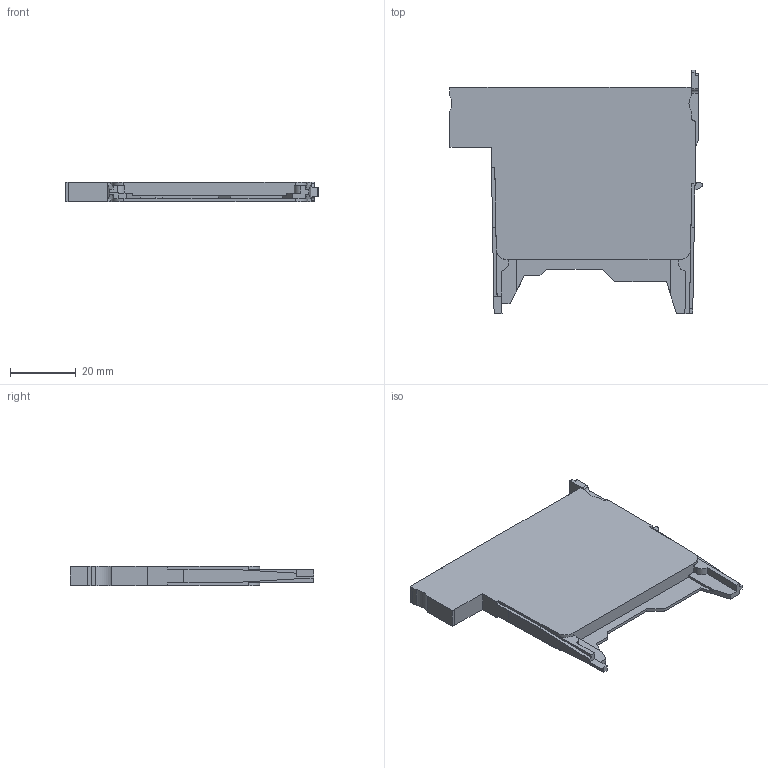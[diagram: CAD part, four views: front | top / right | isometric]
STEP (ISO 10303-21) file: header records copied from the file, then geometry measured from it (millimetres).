
FILE_DESCRIPTION((''),'2;1');
FILE_NAME('DM_CAD-2552','2017-03-07T',('creinig-se'),(''),'PRO/ENGINEER BY PARAMETRIC TECHNOLOGY CORPORATION, 2015440','PRO/ENGINEER BY PARAMETRIC TECHNOLOGY CORPORATION, 2015440','');
FILE_SCHEMA(('CONFIG_CONTROL_DESIGN'));
Length unit declared in the file: millimetre
Products named in the file (1): DM_CAD-2552
Bounding box: 76.92 x 73.93 x 6 mm (x, y, z)
Volume: 21132.2 mm3; surface area: 9669.1 mm2
Topology: 1 solids, 1 shells, 112 faces, 336 edges, 226 vertices
Faces by surface type: plane 84, cylinder 28
Entity records: 4905 total; most frequent: CARTESIAN_POINT 738, ORIENTED_EDGE 672, DIRECTION 604, PRESENTATION_STYLE_ASSIGNMENT 339, STYLED_ITEM 339, CURVE_STYLE 337, EDGE_CURVE 336, VECTOR 266
